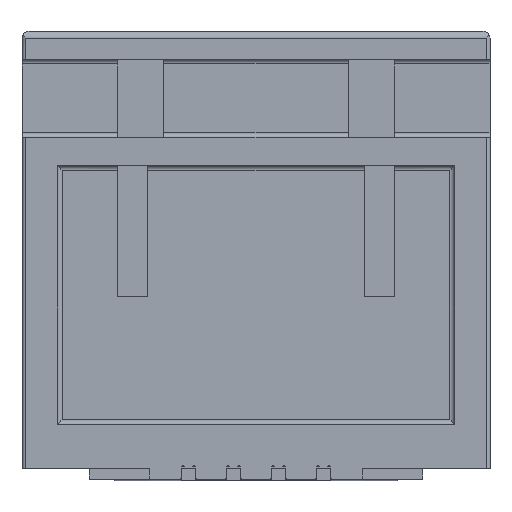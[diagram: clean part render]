
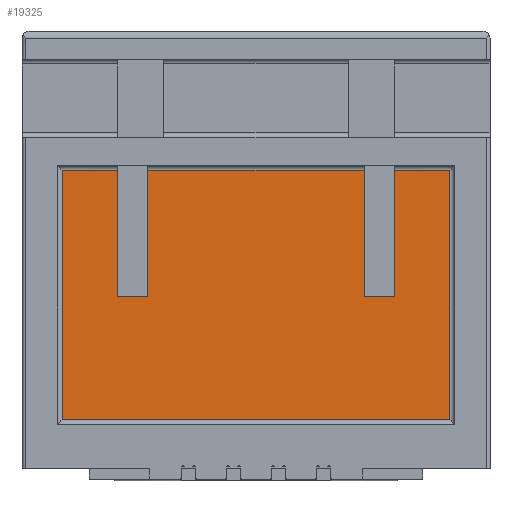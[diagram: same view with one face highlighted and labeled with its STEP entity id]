
A CAD part, front view. The second image highlights one B-rep face of the part: STEP entity #19325.
In plain terms, the highlighted planar face has unit normal (0, -1, 0).
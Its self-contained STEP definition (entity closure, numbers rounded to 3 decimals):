
#7261=DIRECTION('',(-1.,0.,0.));
#7262=VECTOR('',#7261,6.1);
#7263=CARTESIAN_POINT('',(3.05,-9.19,-3.93));
#7264=LINE('4490',#7263,#7262);
#7278=DIRECTION('',(-1.,0.,0.));
#7279=VECTOR('',#7278,0.855);
#7280=CARTESIAN_POINT('',(3.905,-9.19,-7.5));
#7281=LINE('4470',#7280,#7279);
#7282=DIRECTION('',(0.,0.,-1.));
#7283=VECTOR('',#7282,3.57);
#7284=CARTESIAN_POINT('',(3.905,-9.19,-3.93));
#7285=LINE('4486',#7284,#7283);
#7286=DIRECTION('',(0.,0.,1.));
#7287=VECTOR('',#7286,3.57);
#7288=CARTESIAN_POINT('',(-3.905,-9.19,-7.5));
#7289=LINE('4487',#7288,#7287);
#7290=DIRECTION('',(-1.,0.,0.));
#7291=VECTOR('',#7290,0.855);
#7292=CARTESIAN_POINT('',(-3.05,-9.19,-7.5));
#7293=LINE('4473',#7292,#7291);
#7294=DIRECTION('',(0.,0.,-1.));
#7295=VECTOR('',#7294,3.57);
#7296=CARTESIAN_POINT('',(-3.05,-9.19,-3.93));
#7297=LINE('4472',#7296,#7295);
#7298=DIRECTION('',(0.,0.,1.));
#7299=VECTOR('',#7298,3.57);
#7300=CARTESIAN_POINT('',(3.05,-9.19,-7.5));
#7301=LINE('4471',#7300,#7299);
#7331=DIRECTION('',(-1.,0.,0.));
#7332=VECTOR('',#7331,1.57);
#7333=CARTESIAN_POINT('',(5.475,-9.19,-3.93));
#7334=LINE('4476',#7333,#7332);
#7350=DIRECTION('',(0.,0.,1.));
#7351=VECTOR('',#7350,7.04);
#7352=CARTESIAN_POINT('',(5.475,-9.19,-10.97));
#7353=LINE('4219',#7352,#7351);
#7370=DIRECTION('',(0.,0.,-1.));
#7371=VECTOR('',#7370,7.04);
#7372=CARTESIAN_POINT('',(-5.475,-9.19,-3.93));
#7373=LINE('4222',#7372,#7371);
#7389=DIRECTION('',(1.,0.,0.));
#7390=VECTOR('',#7389,10.95);
#7391=CARTESIAN_POINT('',(-5.475,-9.19,-10.97));
#7392=LINE('4225',#7391,#7390);
#7419=DIRECTION('',(-1.,0.,0.));
#7420=VECTOR('',#7419,1.57);
#7421=CARTESIAN_POINT('',(-3.905,-9.19,-3.93));
#7422=LINE('4491',#7421,#7420);
#7637=CARTESIAN_POINT('',(5.475,-9.19,-10.97));
#7638=CARTESIAN_POINT('',(5.475,-9.19,-3.93));
#7639=VERTEX_POINT('',#7637);
#7640=VERTEX_POINT('',#7638);
#7645=CARTESIAN_POINT('',(-5.475,-9.19,-3.93));
#7646=CARTESIAN_POINT('',(-5.475,-9.19,-10.97));
#7647=VERTEX_POINT('',#7645);
#7648=VERTEX_POINT('',#7646);
#8035=CARTESIAN_POINT('',(3.905,-9.19,-7.5));
#8036=CARTESIAN_POINT('',(3.05,-9.19,-7.5));
#8037=VERTEX_POINT('',#8035);
#8038=VERTEX_POINT('',#8036);
#8039=CARTESIAN_POINT('',(3.05,-9.19,-3.93));
#8040=VERTEX_POINT('',#8039);
#8041=CARTESIAN_POINT('',(-3.05,-9.19,-3.93));
#8042=CARTESIAN_POINT('',(-3.05,-9.19,-7.5));
#8043=VERTEX_POINT('',#8041);
#8044=VERTEX_POINT('',#8042);
#8045=CARTESIAN_POINT('',(-3.905,-9.19,-7.5));
#8046=VERTEX_POINT('',#8045);
#8051=CARTESIAN_POINT('',(3.905,-9.19,-3.93));
#8052=VERTEX_POINT('',#8051);
#8057=CARTESIAN_POINT('',(-3.905,-9.19,-3.93));
#8058=VERTEX_POINT('',#8057);
#19296=CARTESIAN_POINT('',(6.605,-9.19,0.));
#19297=DIRECTION('',(0.,-1.,0.));
#19298=DIRECTION('',(1.,0.,0.));
#19299=AXIS2_PLACEMENT_3D('',#19296,#19297,#19298);
#19300=PLANE('4034',#19299);
#19302=ORIENTED_EDGE('4470',*,*,#19301,.F.);
#19304=ORIENTED_EDGE('4486',*,*,#19303,.F.);
#19306=ORIENTED_EDGE('4476',*,*,#19305,.F.);
#19308=ORIENTED_EDGE('4219',*,*,#19307,.F.);
#19310=ORIENTED_EDGE('4225',*,*,#19309,.F.);
#19312=ORIENTED_EDGE('4222',*,*,#19311,.F.);
#19314=ORIENTED_EDGE('4491',*,*,#19313,.F.);
#19316=ORIENTED_EDGE('4487',*,*,#19315,.F.);
#19318=ORIENTED_EDGE('4473',*,*,#19317,.F.);
#19320=ORIENTED_EDGE('4472',*,*,#19319,.F.);
#19321=ORIENTED_EDGE('4490',*,*,#19272,.F.);
#19322=ORIENTED_EDGE('4471',*,*,#19285,.F.);
#19323=EDGE_LOOP('4034',(#19302,#19304,#19306,#19308,#19310,#19312,#19314,
#19316,#19318,#19320,#19321,#19322));
#19324=FACE_OUTER_BOUND('4034',#19323,.F.);
#19325=ADVANCED_FACE('4034',(#19324),#19300,.T.);
#19272=EDGE_CURVE('4490',#8040,#8043,#7264,.T.);
#19285=EDGE_CURVE('4471',#8038,#8040,#7301,.T.);
#19301=EDGE_CURVE('4470',#8037,#8038,#7281,.T.);
#19303=EDGE_CURVE('4486',#8052,#8037,#7285,.T.);
#19305=EDGE_CURVE('4476',#7640,#8052,#7334,.T.);
#19307=EDGE_CURVE('4219',#7639,#7640,#7353,.T.);
#19309=EDGE_CURVE('4225',#7648,#7639,#7392,.T.);
#19311=EDGE_CURVE('4222',#7647,#7648,#7373,.T.);
#19313=EDGE_CURVE('4491',#8058,#7647,#7422,.T.);
#19315=EDGE_CURVE('4487',#8046,#8058,#7289,.T.);
#19317=EDGE_CURVE('4473',#8044,#8046,#7293,.T.);
#19319=EDGE_CURVE('4472',#8043,#8044,#7297,.T.);
